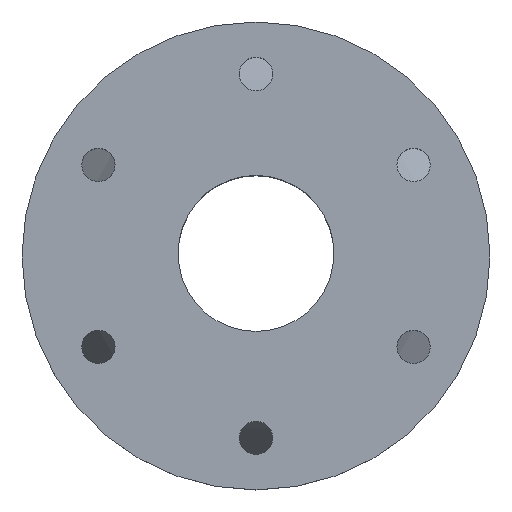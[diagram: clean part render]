
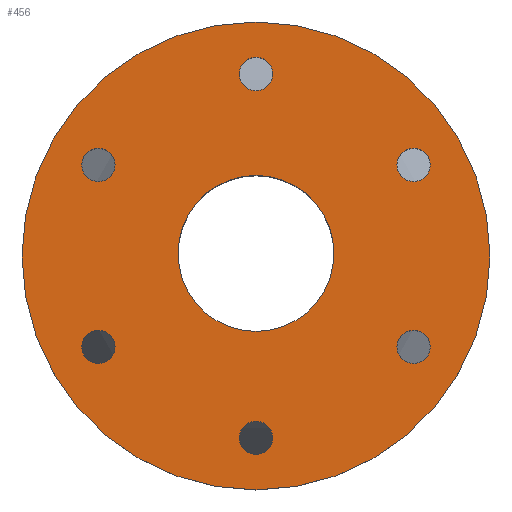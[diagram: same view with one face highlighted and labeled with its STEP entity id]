
A CAD part, top view. The second image highlights one B-rep face of the part: STEP entity #456.
In plain terms, the highlighted planar face has unit normal (0, 0, 1).
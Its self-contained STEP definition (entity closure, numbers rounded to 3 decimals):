
#51=FACE_BOUND('',#116,.T.);
#52=FACE_BOUND('',#117,.T.);
#53=FACE_BOUND('',#118,.T.);
#54=FACE_BOUND('',#119,.T.);
#55=FACE_BOUND('',#120,.T.);
#56=FACE_BOUND('',#121,.T.);
#57=FACE_BOUND('',#122,.T.);
#78=FACE_OUTER_BOUND('',#115,.T.);
#115=EDGE_LOOP('',(#388));
#116=EDGE_LOOP('',(#389));
#117=EDGE_LOOP('',(#390));
#118=EDGE_LOOP('',(#391));
#119=EDGE_LOOP('',(#392));
#120=EDGE_LOOP('',(#393));
#121=EDGE_LOOP('',(#394));
#122=EDGE_LOOP('',(#395));
#144=CIRCLE('',#495,1.6);
#146=CIRCLE('',#498,1.6);
#148=CIRCLE('',#501,1.6);
#150=CIRCLE('',#504,1.6);
#152=CIRCLE('',#507,1.6);
#154=CIRCLE('',#510,1.6);
#156=CIRCLE('',#513,22.5);
#159=CIRCLE('',#518,7.5);
#229=VERTEX_POINT('',#857);
#231=VERTEX_POINT('',#863);
#233=VERTEX_POINT('',#869);
#235=VERTEX_POINT('',#875);
#237=VERTEX_POINT('',#881);
#239=VERTEX_POINT('',#887);
#241=VERTEX_POINT('',#893);
#244=VERTEX_POINT('',#902);
#274=EDGE_CURVE('',#229,#229,#144,.T.);
#277=EDGE_CURVE('',#231,#231,#146,.T.);
#280=EDGE_CURVE('',#233,#233,#148,.T.);
#283=EDGE_CURVE('',#235,#235,#150,.T.);
#286=EDGE_CURVE('',#237,#237,#152,.T.);
#289=EDGE_CURVE('',#239,#239,#154,.T.);
#292=EDGE_CURVE('',#241,#241,#156,.T.);
#296=EDGE_CURVE('',#244,#244,#159,.T.);
#388=ORIENTED_EDGE('',*,*,#292,.T.);
#389=ORIENTED_EDGE('',*,*,#274,.T.);
#390=ORIENTED_EDGE('',*,*,#277,.T.);
#391=ORIENTED_EDGE('',*,*,#280,.T.);
#392=ORIENTED_EDGE('',*,*,#283,.T.);
#393=ORIENTED_EDGE('',*,*,#286,.T.);
#394=ORIENTED_EDGE('',*,*,#289,.T.);
#395=ORIENTED_EDGE('',*,*,#296,.T.);
#435=PLANE('',#520);
#456=ADVANCED_FACE('',(#78,#51,#52,#53,#54,#55,#56,#57),#435,.T.);
#495=AXIS2_PLACEMENT_3D('',#858,#575,#576);
#498=AXIS2_PLACEMENT_3D('',#864,#582,#583);
#501=AXIS2_PLACEMENT_3D('',#870,#589,#590);
#504=AXIS2_PLACEMENT_3D('',#876,#596,#597);
#507=AXIS2_PLACEMENT_3D('',#882,#603,#604);
#510=AXIS2_PLACEMENT_3D('',#888,#610,#611);
#513=AXIS2_PLACEMENT_3D('',#894,#617,#618);
#518=AXIS2_PLACEMENT_3D('',#903,#628,#629);
#520=AXIS2_PLACEMENT_3D('',#907,#634,#635);
#575=DIRECTION('center_axis',(0.,0.,-1.));
#576=DIRECTION('ref_axis',(-1.,0.,0.));
#582=DIRECTION('center_axis',(0.,0.,-1.));
#583=DIRECTION('ref_axis',(-1.,0.,0.));
#589=DIRECTION('center_axis',(0.,0.,-1.));
#590=DIRECTION('ref_axis',(-1.,0.,0.));
#596=DIRECTION('center_axis',(0.,0.,-1.));
#597=DIRECTION('ref_axis',(-1.,0.,0.));
#603=DIRECTION('center_axis',(0.,0.,-1.));
#604=DIRECTION('ref_axis',(-1.,0.,0.));
#610=DIRECTION('center_axis',(0.,0.,-1.));
#611=DIRECTION('ref_axis',(-1.,0.,0.));
#617=DIRECTION('center_axis',(0.,0.,1.));
#618=DIRECTION('ref_axis',(-1.,0.,0.));
#628=DIRECTION('center_axis',(0.,0.,-1.));
#629=DIRECTION('ref_axis',(-1.,0.,0.));
#634=DIRECTION('center_axis',(0.,0.,1.));
#635=DIRECTION('ref_axis',(-1.,0.,0.));
#857=CARTESIAN_POINT('',(1.6,17.254,65.));
#858=CARTESIAN_POINT('Origin',(0.,17.254,65.));
#863=CARTESIAN_POINT('',(-13.555,8.504,65.));
#864=CARTESIAN_POINT('Origin',(-15.155,8.504,65.));
#869=CARTESIAN_POINT('',(16.755,-8.996,65.));
#870=CARTESIAN_POINT('Origin',(15.155,-8.996,65.));
#875=CARTESIAN_POINT('',(16.755,8.504,65.));
#876=CARTESIAN_POINT('Origin',(15.155,8.504,65.));
#881=CARTESIAN_POINT('',(1.6,-17.746,65.));
#882=CARTESIAN_POINT('Origin',(0.,-17.746,65.));
#887=CARTESIAN_POINT('',(-13.555,-8.996,65.));
#888=CARTESIAN_POINT('Origin',(-15.155,-8.996,65.));
#893=CARTESIAN_POINT('',(22.5,-0.246,65.));
#894=CARTESIAN_POINT('Origin',(0.,-0.246,
65.));
#902=CARTESIAN_POINT('',(7.5,0.,65.));
#903=CARTESIAN_POINT('Origin',(0.,0.,
65.));
#907=CARTESIAN_POINT('Origin',(0.,-0.246,
65.));
